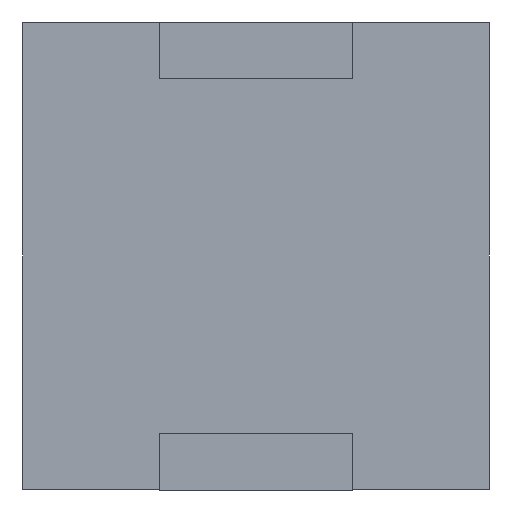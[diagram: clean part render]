
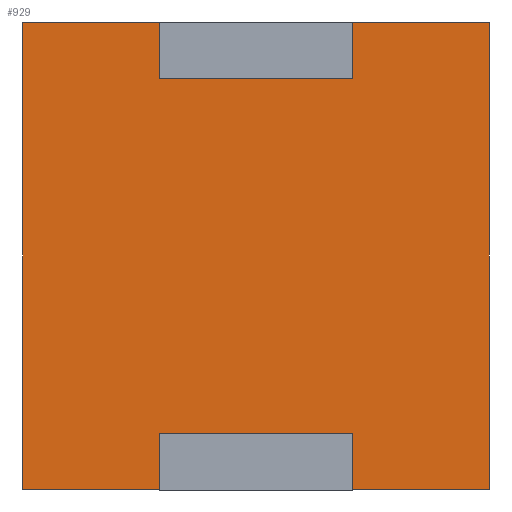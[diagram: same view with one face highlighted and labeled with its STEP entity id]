
A CAD part, front view. The second image highlights one B-rep face of the part: STEP entity #929.
In plain terms, the highlighted planar face has unit normal (0, -1, 0).
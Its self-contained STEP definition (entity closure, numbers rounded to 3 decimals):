
#12 = CARTESIAN_POINT ( 'NONE',  ( -0.85, 0., -2.05 ) ) ;
#17 = CARTESIAN_POINT ( 'NONE',  ( -2.05, 0., 2.05 ) ) ;
#32 = AXIS2_PLACEMENT_3D ( 'NONE', #828, #841, #848 ) ;
#48 = EDGE_CURVE ( 'NONE', #953, #1102, #431, .T. ) ;
#77 = PLANE ( 'NONE',  #32 ) ;
#133 = CARTESIAN_POINT ( 'NONE',  ( -2.05, 0., 2.05 ) ) ;
#151 = EDGE_CURVE ( 'NONE', #474, #749, #406, .T. ) ;
#170 = FACE_OUTER_BOUND ( 'NONE', #1165, .T. ) ;
#184 = VECTOR ( 'NONE', #1041, 1000. ) ;
#191 = LINE ( 'NONE', #619, #184 ) ;
#200 = CARTESIAN_POINT ( 'NONE',  ( 0.85, 0., -2.05 ) ) ;
#214 = EDGE_CURVE ( 'NONE', #514, #557, #715, .T. ) ;
#223 = DIRECTION ( 'NONE',  ( 0., 0., -1. ) ) ;
#228 = VECTOR ( 'NONE', #302, 1000. ) ;
#233 = LINE ( 'NONE', #905, #228 ) ;
#302 = DIRECTION ( 'NONE',  ( 0., 0., 1. ) ) ;
#329 = VECTOR ( 'NONE', #1020, 1000. ) ;
#331 = VECTOR ( 'NONE', #223, 1000. ) ;
#332 = DIRECTION ( 'NONE',  ( 1., 0., 0. ) ) ;
#337 = LINE ( 'NONE', #1164, #329 ) ;
#340 = LINE ( 'NONE', #1125, #331 ) ;
#368 = VECTOR ( 'NONE', #988, 1000. ) ;
#376 = EDGE_CURVE ( 'NONE', #1122, #557, #377, .T. ) ;
#377 = LINE ( 'NONE', #689, #368 ) ;
#400 = VECTOR ( 'NONE', #332, 1000. ) ;
#406 = LINE ( 'NONE', #133, #400 ) ;
#421 = VECTOR ( 'NONE', #1097, 1000. ) ;
#431 = LINE ( 'NONE', #879, #421 ) ;
#450 = CARTESIAN_POINT ( 'NONE',  ( -0.85, 0., 0. ) ) ;
#474 = VERTEX_POINT ( 'NONE', #17 ) ;
#476 = ORIENTED_EDGE ( 'NONE', *, *, #214, .T. ) ;
#514 = VERTEX_POINT ( 'NONE', #12 ) ;
#538 = EDGE_CURVE ( 'NONE', #749, #953, #340, .T. ) ;
#553 = EDGE_CURVE ( 'NONE', #1122, #1102, #337, .T. ) ;
#557 = VERTEX_POINT ( 'NONE', #855 ) ;
#616 = VECTOR ( 'NONE', #680, 1000. ) ;
#619 = CARTESIAN_POINT ( 'NONE',  ( -2.05, 0., -2.05 ) ) ;
#659 = VERTEX_POINT ( 'NONE', #733 ) ;
#680 = DIRECTION ( 'NONE',  ( 0., 0., 1. ) ) ;
#689 = CARTESIAN_POINT ( 'NONE',  ( 0., 0., -1.555 ) ) ;
#715 = LINE ( 'NONE', #450, #616 ) ;
#733 = CARTESIAN_POINT ( 'NONE',  ( -2.05, 0., -2.05 ) ) ;
#749 = VERTEX_POINT ( 'NONE', #1098 ) ;
#818 = EDGE_CURVE ( 'NONE', #659, #474, #233, .T. ) ;
#828 = CARTESIAN_POINT ( 'NONE',  ( 0., 0., 0. ) ) ;
#841 = DIRECTION ( 'NONE',  ( 0., 1., 0. ) ) ;
#848 = DIRECTION ( 'NONE',  ( 0., 0., 1. ) ) ;
#854 = CARTESIAN_POINT ( 'NONE',  ( 0.85, 0., -1.555 ) ) ;
#855 = CARTESIAN_POINT ( 'NONE',  ( -0.85, 0., -1.555 ) ) ;
#877 = ORIENTED_EDGE ( 'NONE', *, *, #376, .F. ) ;
#879 = CARTESIAN_POINT ( 'NONE',  ( -2.05, 0., -2.05 ) ) ;
#890 = EDGE_CURVE ( 'NONE', #514, #659, #191, .T. ) ;
#905 = CARTESIAN_POINT ( 'NONE',  ( -2.05, 0., -2.05 ) ) ;
#929 = ADVANCED_FACE ( 'NONE', ( #170 ), #77, .F. ) ;
#945 = ORIENTED_EDGE ( 'NONE', *, *, #553, .T. ) ;
#953 = VERTEX_POINT ( 'NONE', #1070 ) ;
#988 = DIRECTION ( 'NONE',  ( -1., 0., 0. ) ) ;
#1005 = ORIENTED_EDGE ( 'NONE', *, *, #48, .F. ) ;
#1010 = ORIENTED_EDGE ( 'NONE', *, *, #538, .F. ) ;
#1020 = DIRECTION ( 'NONE',  ( 0., 0., -1. ) ) ;
#1041 = DIRECTION ( 'NONE',  ( -1., 0., 0. ) ) ;
#1070 = CARTESIAN_POINT ( 'NONE',  ( 2.05, 0., -2.05 ) ) ;
#1097 = DIRECTION ( 'NONE',  ( -1., 0., 0. ) ) ;
#1098 = CARTESIAN_POINT ( 'NONE',  ( 2.05, 0., 2.05 ) ) ;
#1102 = VERTEX_POINT ( 'NONE', #200 ) ;
#1122 = VERTEX_POINT ( 'NONE', #854 ) ;
#1125 = CARTESIAN_POINT ( 'NONE',  ( 2.05, 0., -2.05 ) ) ;
#1135 = ORIENTED_EDGE ( 'NONE', *, *, #890, .F. ) ;
#1137 = ORIENTED_EDGE ( 'NONE', *, *, #818, .F. ) ;
#1164 = CARTESIAN_POINT ( 'NONE',  ( 0.85, 0., 0. ) ) ;
#1165 = EDGE_LOOP ( 'NONE', ( #877, #945, #1005, #1010, #1209, #1137, #1135, #476 ) ) ;
#1209 = ORIENTED_EDGE ( 'NONE', *, *, #151, .F. ) ;
